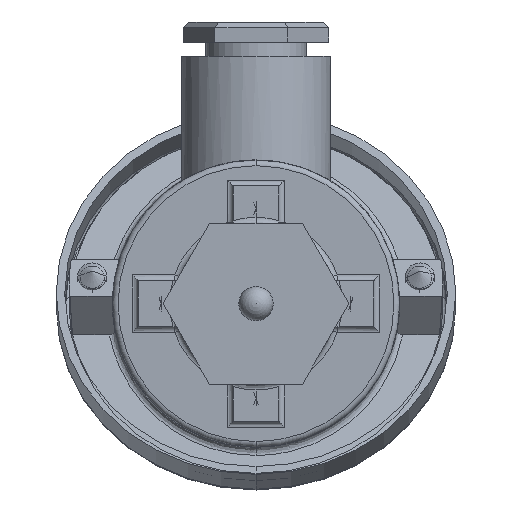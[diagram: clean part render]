
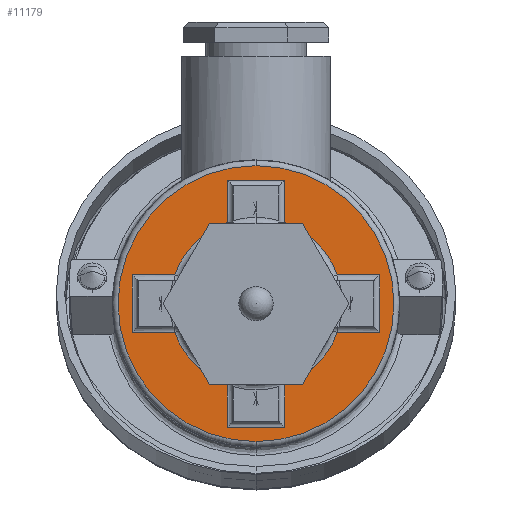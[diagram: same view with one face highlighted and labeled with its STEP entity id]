
A CAD part, front view. The second image highlights one B-rep face of the part: STEP entity #11179.
In plain terms, the highlighted planar face has unit normal (0, -1, 0).
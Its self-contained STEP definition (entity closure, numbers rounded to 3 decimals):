
#64 = CIRCLE ( 'NONE', #3737, 15. ) ;
#164 = AXIS2_PLACEMENT_3D ( 'NONE', #7106, #10637, #4453 ) ;
#229 = CARTESIAN_POINT ( 'NONE',  ( -14.142, 27.7, -5. ) ) ;
#234 = EDGE_CURVE ( 'NONE', #1905, #7742, #3478, .T. ) ;
#241 = VERTEX_POINT ( 'NONE', #5516 ) ;
#289 = DIRECTION ( 'NONE',  ( 0., 0., 1. ) ) ;
#301 = EDGE_CURVE ( 'NONE', #2695, #7305, #3647, .T. ) ;
#317 = CARTESIAN_POINT ( 'NONE',  ( 14.142, 27.7, -5. ) ) ;
#368 = DIRECTION ( 'NONE',  ( 0., 0., 1. ) ) ;
#400 = EDGE_LOOP ( 'NONE', ( #6861, #6150 ) ) ;
#535 = CARTESIAN_POINT ( 'NONE',  ( -5., 27.7, -13.416 ) ) ;
#603 = VERTEX_POINT ( 'NONE', #4440 ) ;
#635 = ORIENTED_EDGE ( 'NONE', *, *, #7293, .T. ) ;
#777 = VERTEX_POINT ( 'NONE', #229 ) ;
#924 = ORIENTED_EDGE ( 'NONE', *, *, #1038, .T. ) ;
#956 = AXIS2_PLACEMENT_3D ( 'NONE', #5322, #6327, #1776 ) ;
#992 = CARTESIAN_POINT ( 'NONE',  ( 20.5, 27.7, 5. ) ) ;
#1038 = EDGE_CURVE ( 'NONE', #10378, #2981, #10291, .T. ) ;
#1105 = DIRECTION ( 'NONE',  ( 0., 0., -1. ) ) ;
#1201 = CARTESIAN_POINT ( 'NONE',  ( 21.5, 27.7, 5. ) ) ;
#1230 = CARTESIAN_POINT ( 'NONE',  ( 0., 27.7, 0. ) ) ;
#1243 = VECTOR ( 'NONE', #1105, 1000. ) ;
#1277 = EDGE_CURVE ( 'NONE', #5535, #241, #4586, .T. ) ;
#1320 = LINE ( 'NONE', #2130, #5723 ) ;
#1480 = VERTEX_POINT ( 'NONE', #7433 ) ;
#1617 = DIRECTION ( 'NONE',  ( 0., 0., 1. ) ) ;
#1641 = EDGE_CURVE ( 'NONE', #241, #5535, #7226, .T. ) ;
#1776 = DIRECTION ( 'NONE',  ( 0., 0., 1. ) ) ;
#1905 = VERTEX_POINT ( 'NONE', #7069 ) ;
#1998 = CARTESIAN_POINT ( 'NONE',  ( 5., 27.7, 13.416 ) ) ;
#2017 = CARTESIAN_POINT ( 'NONE',  ( -5., 27.7, 21.5 ) ) ;
#2130 = CARTESIAN_POINT ( 'NONE',  ( -21.5, 27.7, 4. ) ) ;
#2165 = LINE ( 'NONE', #1998, #2321 ) ;
#2265 = DIRECTION ( 'NONE',  ( 0., 0., 1. ) ) ;
#2321 = VECTOR ( 'NONE', #7355, 1000. ) ;
#2431 = CARTESIAN_POINT ( 'NONE',  ( -20.5, 27.7, -5. ) ) ;
#2694 = ORIENTED_EDGE ( 'NONE', *, *, #5028, .T. ) ;
#2695 = VERTEX_POINT ( 'NONE', #1201 ) ;
#2755 = ORIENTED_EDGE ( 'NONE', *, *, #9328, .T. ) ;
#2827 = VECTOR ( 'NONE', #6420, 1000. ) ;
#2865 = CARTESIAN_POINT ( 'NONE',  ( -4., 27.7, -21.5 ) ) ;
#2981 = VERTEX_POINT ( 'NONE', #6338 ) ;
#2987 = LINE ( 'NONE', #9319, #4589 ) ;
#2989 = CARTESIAN_POINT ( 'NONE',  ( 5., 27.7, -21.5 ) ) ;
#3067 = DIRECTION ( 'NONE',  ( -1., 0., 0. ) ) ;
#3094 = VECTOR ( 'NONE', #9420, 1000. ) ;
#3159 = DIRECTION ( 'NONE',  ( 1., 0., 0. ) ) ;
#3170 = EDGE_CURVE ( 'NONE', #9606, #4584, #2987, .T. ) ;
#3192 = VERTEX_POINT ( 'NONE', #4781 ) ;
#3375 = VECTOR ( 'NONE', #3067, 1000. ) ;
#3473 = DIRECTION ( 'NONE',  ( 1., 0., 0. ) ) ;
#3478 = LINE ( 'NONE', #8825, #1243 ) ;
#3518 = DIRECTION ( 'NONE',  ( 0., 1., 0. ) ) ;
#3556 = LINE ( 'NONE', #2865, #2827 ) ;
#3573 = VERTEX_POINT ( 'NONE', #317 ) ;
#3647 = LINE ( 'NONE', #8935, #4373 ) ;
#3737 = AXIS2_PLACEMENT_3D ( 'NONE', #10940, #6643, #8212 ) ;
#3741 = ORIENTED_EDGE ( 'NONE', *, *, #8509, .T. ) ;
#3820 = AXIS2_PLACEMENT_3D ( 'NONE', #4221, #4044, #1617 ) ;
#3920 = LINE ( 'NONE', #9941, #3375 ) ;
#3957 = CIRCLE ( 'NONE', #9360, 15. ) ;
#4044 = DIRECTION ( 'NONE',  ( 0., 1., 0. ) ) ;
#4152 = DIRECTION ( 'NONE',  ( 0., -1., 0. ) ) ;
#4194 = EDGE_CURVE ( 'NONE', #1480, #2695, #7098, .T. ) ;
#4221 = CARTESIAN_POINT ( 'NONE',  ( 0., 27.7, 0. ) ) ;
#4373 = VECTOR ( 'NONE', #7160, 1000. ) ;
#4425 = ORIENTED_EDGE ( 'NONE', *, *, #8979, .T. ) ;
#4440 = CARTESIAN_POINT ( 'NONE',  ( -21.5, 27.7, -5. ) ) ;
#4453 = DIRECTION ( 'NONE',  ( 0., 0., 1. ) ) ;
#4528 = ORIENTED_EDGE ( 'NONE', *, *, #6999, .T. ) ;
#4562 = EDGE_CURVE ( 'NONE', #3573, #1905, #4630, .T. ) ;
#4584 = VERTEX_POINT ( 'NONE', #6963 ) ;
#4586 = CIRCLE ( 'NONE', #164, 24. ) ;
#4589 = VECTOR ( 'NONE', #3159, 1000. ) ;
#4630 = CIRCLE ( 'NONE', #956, 15. ) ;
#4712 = VERTEX_POINT ( 'NONE', #7702 ) ;
#4757 = DIRECTION ( 'NONE',  ( 0., 1., 0. ) ) ;
#4781 = CARTESIAN_POINT ( 'NONE',  ( 5., 27.7, 14.142 ) ) ;
#5028 = EDGE_CURVE ( 'NONE', #4712, #10753, #6692, .T. ) ;
#5322 = CARTESIAN_POINT ( 'NONE',  ( 0., 27.7, 0. ) ) ;
#5384 = CARTESIAN_POINT ( 'NONE',  ( 0., 27.7, 0. ) ) ;
#5516 = CARTESIAN_POINT ( 'NONE',  ( 0., 27.7, 24. ) ) ;
#5535 = VERTEX_POINT ( 'NONE', #11302 ) ;
#5699 = CIRCLE ( 'NONE', #3820, 15. ) ;
#5723 = VECTOR ( 'NONE', #289, 1000. ) ;
#5765 = DIRECTION ( 'NONE',  ( 1., 0., 0. ) ) ;
#5822 = CARTESIAN_POINT ( 'NONE',  ( -13.416, 27.7, 5. ) ) ;
#5886 = CARTESIAN_POINT ( 'NONE',  ( -5., 27.7, 20.5 ) ) ;
#5913 = EDGE_CURVE ( 'NONE', #2981, #9662, #64, .T. ) ;
#5988 = DIRECTION ( 'NONE',  ( -1., 0., 0. ) ) ;
#6150 = ORIENTED_EDGE ( 'NONE', *, *, #1277, .T. ) ;
#6239 = ORIENTED_EDGE ( 'NONE', *, *, #5913, .T. ) ;
#6304 = EDGE_CURVE ( 'NONE', #7305, #3573, #3920, .T. ) ;
#6327 = DIRECTION ( 'NONE',  ( 0., 1., 0. ) ) ;
#6331 = CARTESIAN_POINT ( 'NONE',  ( -5., 27.7, -14.142 ) ) ;
#6338 = CARTESIAN_POINT ( 'NONE',  ( -14.142, 27.7, 5. ) ) ;
#6420 = DIRECTION ( 'NONE',  ( -1., 0., 0. ) ) ;
#6537 = EDGE_CURVE ( 'NONE', #7742, #4712, #3556, .T. ) ;
#6643 = DIRECTION ( 'NONE',  ( 0., 1., 0. ) ) ;
#6692 = LINE ( 'NONE', #535, #8367 ) ;
#6814 = ORIENTED_EDGE ( 'NONE', *, *, #4562, .T. ) ;
#6861 = ORIENTED_EDGE ( 'NONE', *, *, #1641, .T. ) ;
#6929 = EDGE_CURVE ( 'NONE', #9662, #9606, #10298, .T. ) ;
#6963 = CARTESIAN_POINT ( 'NONE',  ( 5., 27.7, 21.5 ) ) ;
#6981 = ORIENTED_EDGE ( 'NONE', *, *, #6537, .T. ) ;
#6999 = EDGE_CURVE ( 'NONE', #3192, #1480, #5699, .T. ) ;
#7069 = CARTESIAN_POINT ( 'NONE',  ( 5., 27.7, -14.142 ) ) ;
#7098 = LINE ( 'NONE', #992, #8166 ) ;
#7106 = CARTESIAN_POINT ( 'NONE',  ( 0., 27.7, 0. ) ) ;
#7141 = DIRECTION ( 'NONE',  ( 0., 0., 1. ) ) ;
#7160 = DIRECTION ( 'NONE',  ( 0., 0., -1. ) ) ;
#7226 = CIRCLE ( 'NONE', #9252, 24. ) ;
#7293 = EDGE_CURVE ( 'NONE', #603, #10378, #1320, .T. ) ;
#7305 = VERTEX_POINT ( 'NONE', #9157 ) ;
#7355 = DIRECTION ( 'NONE',  ( 0., 0., -1. ) ) ;
#7383 = CARTESIAN_POINT ( 'NONE',  ( -21.5, 27.7, 5. ) ) ;
#7395 = FACE_BOUND ( 'NONE', #9682, .T. ) ;
#7433 = CARTESIAN_POINT ( 'NONE',  ( 14.142, 27.7, 5. ) ) ;
#7702 = CARTESIAN_POINT ( 'NONE',  ( -5., 27.7, -21.5 ) ) ;
#7742 = VERTEX_POINT ( 'NONE', #2989 ) ;
#7898 = VECTOR ( 'NONE', #5988, 1000. ) ;
#8109 = ORIENTED_EDGE ( 'NONE', *, *, #6929, .T. ) ;
#8166 = VECTOR ( 'NONE', #3473, 1000. ) ;
#8212 = DIRECTION ( 'NONE',  ( 0., 0., 1. ) ) ;
#8353 = ORIENTED_EDGE ( 'NONE', *, *, #234, .T. ) ;
#8367 = VECTOR ( 'NONE', #2265, 1000. ) ;
#8509 = EDGE_CURVE ( 'NONE', #10753, #777, #3957, .T. ) ;
#8703 = CARTESIAN_POINT ( 'NONE',  ( 0., 27.7, 0. ) ) ;
#8721 = ORIENTED_EDGE ( 'NONE', *, *, #301, .T. ) ;
#8805 = CARTESIAN_POINT ( 'NONE',  ( -5., 27.7, 14.142 ) ) ;
#8825 = CARTESIAN_POINT ( 'NONE',  ( 5., 27.7, -20.5 ) ) ;
#8839 = ORIENTED_EDGE ( 'NONE', *, *, #3170, .T. ) ;
#8935 = CARTESIAN_POINT ( 'NONE',  ( 21.5, 27.7, -4. ) ) ;
#8979 = EDGE_CURVE ( 'NONE', #4584, #3192, #2165, .T. ) ;
#9157 = CARTESIAN_POINT ( 'NONE',  ( 21.5, 27.7, -5. ) ) ;
#9184 = PLANE ( 'NONE',  #9721 ) ;
#9220 = ORIENTED_EDGE ( 'NONE', *, *, #4194, .T. ) ;
#9252 = AXIS2_PLACEMENT_3D ( 'NONE', #8703, #4152, #10275 ) ;
#9319 = CARTESIAN_POINT ( 'NONE',  ( 4., 27.7, 21.5 ) ) ;
#9328 = EDGE_CURVE ( 'NONE', #777, #603, #10402, .T. ) ;
#9360 = AXIS2_PLACEMENT_3D ( 'NONE', #5384, #3518, #7141 ) ;
#9418 = VECTOR ( 'NONE', #5765, 1000. ) ;
#9420 = DIRECTION ( 'NONE',  ( 0., 0., 1. ) ) ;
#9606 = VERTEX_POINT ( 'NONE', #2017 ) ;
#9662 = VERTEX_POINT ( 'NONE', #8805 ) ;
#9682 = EDGE_LOOP ( 'NONE', ( #6814, #8353, #6981, #2694, #3741, #2755, #635, #924, #6239, #8109, #8839, #4425, #4528, #9220, #8721, #10568 ) ) ;
#9721 = AXIS2_PLACEMENT_3D ( 'NONE', #1230, #4757, #368 ) ;
#9941 = CARTESIAN_POINT ( 'NONE',  ( 13.416, 27.7, -5. ) ) ;
#10063 = FACE_OUTER_BOUND ( 'NONE', #400, .T. ) ;
#10275 = DIRECTION ( 'NONE',  ( 0., 0., 1. ) ) ;
#10291 = LINE ( 'NONE', #5822, #9418 ) ;
#10298 = LINE ( 'NONE', #5886, #3094 ) ;
#10378 = VERTEX_POINT ( 'NONE', #7383 ) ;
#10402 = LINE ( 'NONE', #2431, #7898 ) ;
#10568 = ORIENTED_EDGE ( 'NONE', *, *, #6304, .T. ) ;
#10637 = DIRECTION ( 'NONE',  ( 0., -1., 0. ) ) ;
#10753 = VERTEX_POINT ( 'NONE', #6331 ) ;
#10940 = CARTESIAN_POINT ( 'NONE',  ( 0., 27.7, 0. ) ) ;
#11179 = ADVANCED_FACE ( 'NONE', ( #7395, #10063 ), #9184, .F. ) ;
#11302 = CARTESIAN_POINT ( 'NONE',  ( 0., 27.7, -24. ) ) ;
